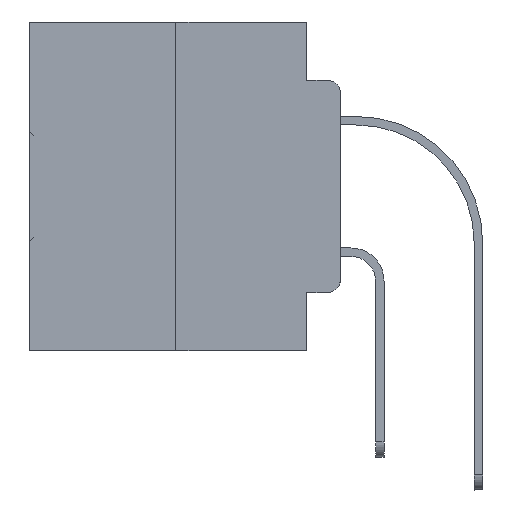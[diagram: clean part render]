
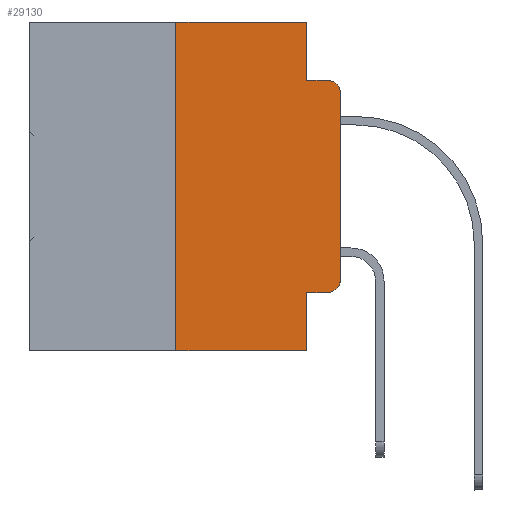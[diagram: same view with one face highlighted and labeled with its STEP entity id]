
A CAD part, left-side view. The second image highlights one B-rep face of the part: STEP entity #29130.
In plain terms, the highlighted planar face has unit normal (-1, 0, 0).
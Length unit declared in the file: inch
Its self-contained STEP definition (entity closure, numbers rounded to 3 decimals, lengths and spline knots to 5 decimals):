
#162 = EDGE_CURVE ( 'NONE', #23740, #11401, #18460, .T. ) ;
#512 = VECTOR ( 'NONE', #21745, 39.37008 ) ;
#1477 = VERTEX_POINT ( 'NONE', #19618 ) ;
#1570 = VERTEX_POINT ( 'NONE', #6215 ) ;
#1746 = AXIS2_PLACEMENT_3D ( 'NONE', #25866, #11950, #8858 ) ;
#2371 = VECTOR ( 'NONE', #5737, 39.37008 ) ;
#3145 = DIRECTION ( 'NONE',  ( -1., 0., 0. ) ) ;
#3249 = CARTESIAN_POINT ( 'NONE',  ( 0., 0.473, 0. ) ) ;
#3704 = EDGE_CURVE ( 'NONE', #15839, #17711, #6689, .T. ) ;
#3985 = CARTESIAN_POINT ( 'NONE',  ( 0., 0.25, 0. ) ) ;
#4583 = CARTESIAN_POINT ( 'NONE',  ( 0., 0.25, -0.5 ) ) ;
#4947 = CARTESIAN_POINT ( 'NONE',  ( 0., 0.051, 0. ) ) ;
#5737 = DIRECTION ( 'NONE',  ( 0., 0., 1. ) ) ;
#5991 = VERTEX_POINT ( 'NONE', #30272 ) ;
#6215 = CARTESIAN_POINT ( 'NONE',  ( 0., 0., -0.3915 ) ) ;
#6689 = LINE ( 'NONE', #28637, #26108 ) ;
#6764 = ORIENTED_EDGE ( 'NONE', *, *, #3704, .F. ) ;
#8321 = EDGE_CURVE ( 'NONE', #27421, #5991, #16446, .T. ) ;
#8858 = DIRECTION ( 'NONE',  ( 0., 0., -1. ) ) ;
#9559 = VERTEX_POINT ( 'NONE', #12276 ) ;
#11077 = LINE ( 'NONE', #27530, #2371 ) ;
#11230 = CIRCLE ( 'NONE', #23517, 0.02 ) ;
#11300 = LINE ( 'NONE', #36164, #35418 ) ;
#11401 = VERTEX_POINT ( 'NONE', #33255 ) ;
#11473 = DIRECTION ( 'NONE',  ( 0., -1., 0. ) ) ;
#11680 = CIRCLE ( 'NONE', #1746, 0.02 ) ;
#11817 = DIRECTION ( 'NONE',  ( 0., -1., 0. ) ) ;
#11950 = DIRECTION ( 'NONE',  ( -1., 0., 0. ) ) ;
#12061 = VERTEX_POINT ( 'NONE', #22249 ) ;
#12156 = ORIENTED_EDGE ( 'NONE', *, *, #28898, .T. ) ;
#12276 = CARTESIAN_POINT ( 'NONE',  ( 0., 0.02, -0.0885 ) ) ;
#12685 = VECTOR ( 'NONE', #33291, 39.37008 ) ;
#13806 = ORIENTED_EDGE ( 'NONE', *, *, #13892, .T. ) ;
#13892 = EDGE_CURVE ( 'NONE', #1477, #9559, #11230, .T. ) ;
#14004 = VECTOR ( 'NONE', #11817, 39.37008 ) ;
#14646 = EDGE_CURVE ( 'NONE', #11401, #9559, #22812, .T. ) ;
#15839 = VERTEX_POINT ( 'NONE', #4583 ) ;
#16446 = LINE ( 'NONE', #24696, #512 ) ;
#16768 = ORIENTED_EDGE ( 'NONE', *, *, #8321, .F. ) ;
#16841 = LINE ( 'NONE', #27786, #12685 ) ;
#16960 = ORIENTED_EDGE ( 'NONE', *, *, #33270, .T. ) ;
#17219 = CARTESIAN_POINT ( 'NONE',  ( 0., 0.051, -0.4115 ) ) ;
#17424 = VECTOR ( 'NONE', #31763, 39.37008 ) ;
#17711 = VERTEX_POINT ( 'NONE', #3985 ) ;
#18460 = LINE ( 'NONE', #29405, #17424 ) ;
#19618 = CARTESIAN_POINT ( 'NONE',  ( 0., 0., -0.1085 ) ) ;
#21745 = DIRECTION ( 'NONE',  ( 0., 0., -1. ) ) ;
#22249 = CARTESIAN_POINT ( 'NONE',  ( 0., 0.02, -0.4115 ) ) ;
#22637 = DIRECTION ( 'NONE',  ( 0., 0., 1. ) ) ;
#22812 = LINE ( 'NONE', #33580, #14004 ) ;
#22867 = FACE_OUTER_BOUND ( 'NONE', #30129, .T. ) ;
#23080 = EDGE_CURVE ( 'NONE', #27421, #12061, #11300, .T. ) ;
#23408 = PLANE ( 'NONE',  #32540 ) ;
#23517 = AXIS2_PLACEMENT_3D ( 'NONE', #33364, #3145, #25683 ) ;
#23740 = VERTEX_POINT ( 'NONE', #4947 ) ;
#23812 = ORIENTED_EDGE ( 'NONE', *, *, #162, .F. ) ;
#24696 = CARTESIAN_POINT ( 'NONE',  ( 0., 0.051, 0. ) ) ;
#25683 = DIRECTION ( 'NONE',  ( 0., 0., -1. ) ) ;
#25769 = CARTESIAN_POINT ( 'NONE',  ( 0., 0.473, 0. ) ) ;
#25866 = CARTESIAN_POINT ( 'NONE',  ( 0., 0.02, -0.3915 ) ) ;
#26108 = VECTOR ( 'NONE', #22637, 39.37008 ) ;
#27421 = VERTEX_POINT ( 'NONE', #17219 ) ;
#27530 = CARTESIAN_POINT ( 'NONE',  ( 0., 0., 0. ) ) ;
#27786 = CARTESIAN_POINT ( 'NONE',  ( 0., 0.473, -0.5 ) ) ;
#28637 = CARTESIAN_POINT ( 'NONE',  ( 0., 0.25, 0. ) ) ;
#28898 = EDGE_CURVE ( 'NONE', #15839, #5991, #16841, .T. ) ;
#29130 = ADVANCED_FACE ( 'NONE', ( #22867 ), #23408, .F. ) ;
#29405 = CARTESIAN_POINT ( 'NONE',  ( 0., 0.051, 0. ) ) ;
#30129 = EDGE_LOOP ( 'NONE', ( #16960, #13806, #32101, #23812, #33034, #6764, #12156, #16768, #34641, #33197 ) ) ;
#30272 = CARTESIAN_POINT ( 'NONE',  ( 0., 0.051, -0.5 ) ) ;
#31192 = EDGE_CURVE ( 'NONE', #17711, #23740, #31408, .T. ) ;
#31408 = LINE ( 'NONE', #25769, #35467 ) ;
#31419 = DIRECTION ( 'NONE',  ( 1., 0., 0. ) ) ;
#31590 = DIRECTION ( 'NONE',  ( 0., -1., 0. ) ) ;
#31763 = DIRECTION ( 'NONE',  ( 0., 0., -1. ) ) ;
#32101 = ORIENTED_EDGE ( 'NONE', *, *, #14646, .F. ) ;
#32162 = EDGE_CURVE ( 'NONE', #12061, #1570, #11680, .T. ) ;
#32540 = AXIS2_PLACEMENT_3D ( 'NONE', #3249, #31419, #33990 ) ;
#33034 = ORIENTED_EDGE ( 'NONE', *, *, #31192, .F. ) ;
#33197 = ORIENTED_EDGE ( 'NONE', *, *, #32162, .T. ) ;
#33255 = CARTESIAN_POINT ( 'NONE',  ( 0., 0.051, -0.0885 ) ) ;
#33270 = EDGE_CURVE ( 'NONE', #1570, #1477, #11077, .T. ) ;
#33291 = DIRECTION ( 'NONE',  ( 0., -1., 0. ) ) ;
#33364 = CARTESIAN_POINT ( 'NONE',  ( 0., 0.02, -0.1085 ) ) ;
#33580 = CARTESIAN_POINT ( 'NONE',  ( 0., 0.051, -0.0885 ) ) ;
#33990 = DIRECTION ( 'NONE',  ( 0., 0., -1. ) ) ;
#34641 = ORIENTED_EDGE ( 'NONE', *, *, #23080, .T. ) ;
#35418 = VECTOR ( 'NONE', #11473, 39.37008 ) ;
#35467 = VECTOR ( 'NONE', #31590, 39.37008 ) ;
#36164 = CARTESIAN_POINT ( 'NONE',  ( 0., 0.051, -0.4115 ) ) ;
